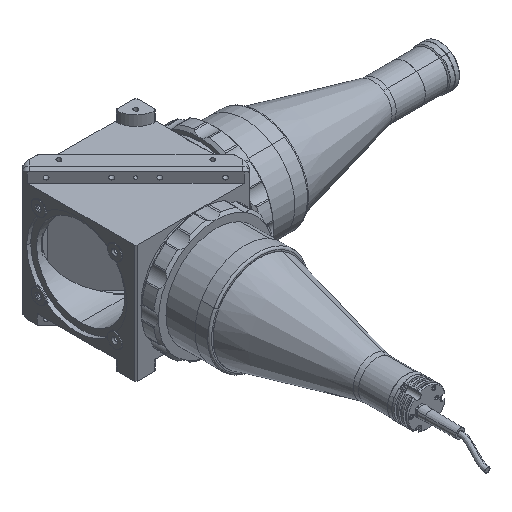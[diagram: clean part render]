
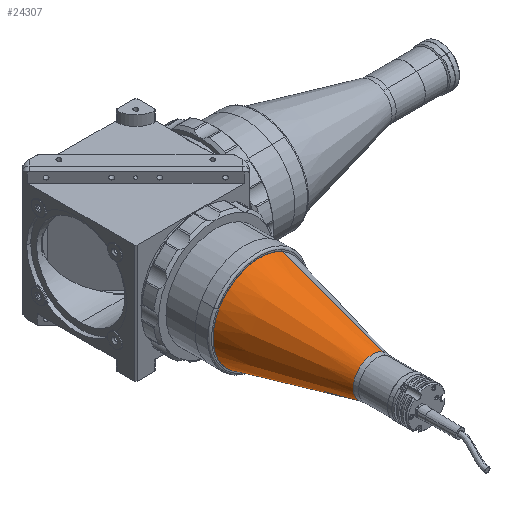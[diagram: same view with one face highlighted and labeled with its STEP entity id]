
A CAD part, isometric view. The second image highlights one B-rep face of the part: STEP entity #24307.
In plain terms, the highlighted conical face has half-angle 13.46 degrees and reference radius 46.5 mm.
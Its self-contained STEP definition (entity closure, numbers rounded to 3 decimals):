
#277 = CARTESIAN_POINT ( 'NONE',  ( 0., -236.758, 0. ) ) ;
#877 = ORIENTED_EDGE ( 'NONE', *, *, #28113, .T. ) ;
#1345 = CARTESIAN_POINT ( 'NONE',  ( -22.494, -123.738, -40.697 ) ) ;
#2836 = DIRECTION ( 'NONE',  ( 0.484, 0., 0.875 ) ) ;
#4083 = AXIS2_PLACEMENT_3D ( 'NONE', #7582, #24945, #10126 ) ;
#4471 = VERTEX_POINT ( 'NONE', #13892 ) ;
#7357 = EDGE_LOOP ( 'NONE', ( #28582, #877, #16617, #15412 ) ) ;
#7582 = CARTESIAN_POINT ( 'NONE',  ( 0., -123.738, 0. ) ) ;
#9382 = EDGE_CURVE ( 'NONE', #10747, #12771, #23208, .T. ) ;
#10126 = DIRECTION ( 'NONE',  ( 0.484, 0., 0.875 ) ) ;
#10747 = VERTEX_POINT ( 'NONE', #17232 ) ;
#10842 = VECTOR ( 'NONE', #21199, 1000. ) ;
#11355 = CONICAL_SURFACE ( 'NONE', #26705, 46.5, 0.235 ) ;
#11541 = CIRCLE ( 'NONE', #4083, 46.5 ) ;
#12434 = CIRCLE ( 'NONE', #23237, 19.449 ) ;
#12657 = DIRECTION ( 'NONE',  ( 0.113, 0.973, 0.204 ) ) ;
#12771 = VERTEX_POINT ( 'NONE', #1345 ) ;
#12817 = VERTEX_POINT ( 'NONE', #19039 ) ;
#13892 = CARTESIAN_POINT ( 'NONE',  ( 22.494, -123.738, 40.697 ) ) ;
#14437 = DIRECTION ( 'NONE',  ( 0., 1., 0. ) ) ;
#14584 = EDGE_CURVE ( 'NONE', #10747, #12817, #12434, .T. ) ;
#15287 = LINE ( 'NONE', #22398, #27649 ) ;
#15412 = ORIENTED_EDGE ( 'NONE', *, *, #9382, .F. ) ;
#16617 = ORIENTED_EDGE ( 'NONE', *, *, #31901, .T. ) ;
#17232 = CARTESIAN_POINT ( 'NONE',  ( -9.408, -236.758, -17.022 ) ) ;
#17752 = DIRECTION ( 'NONE',  ( 0., 1., 0. ) ) ;
#18734 = CARTESIAN_POINT ( 'NONE',  ( -22.494, -123.738, -40.697 ) ) ;
#19039 = CARTESIAN_POINT ( 'NONE',  ( 9.408, -236.758, 17.022 ) ) ;
#21199 = DIRECTION ( 'NONE',  ( -0.113, 0.973, -0.204 ) ) ;
#22398 = CARTESIAN_POINT ( 'NONE',  ( 22.494, -123.738, 40.697 ) ) ;
#23208 = LINE ( 'NONE', #18734, #10842 ) ;
#23237 = AXIS2_PLACEMENT_3D ( 'NONE', #277, #17752, #2836 ) ;
#24307 = ADVANCED_FACE ( 'NONE', ( #27630 ), #11355, .T. ) ;
#24945 = DIRECTION ( 'NONE',  ( 0., -1., 0. ) ) ;
#26705 = AXIS2_PLACEMENT_3D ( 'NONE', #31706, #14437, #29367 ) ;
#27630 = FACE_OUTER_BOUND ( 'NONE', #7357, .T. ) ;
#27649 = VECTOR ( 'NONE', #12657, 1000. ) ;
#28113 = EDGE_CURVE ( 'NONE', #12817, #4471, #15287, .T. ) ;
#28582 = ORIENTED_EDGE ( 'NONE', *, *, #14584, .T. ) ;
#29367 = DIRECTION ( 'NONE',  ( -0.484, 0., -0.875 ) ) ;
#31706 = CARTESIAN_POINT ( 'NONE',  ( 0., -123.738, 0. ) ) ;
#31901 = EDGE_CURVE ( 'NONE', #4471, #12771, #11541, .T. ) ;
